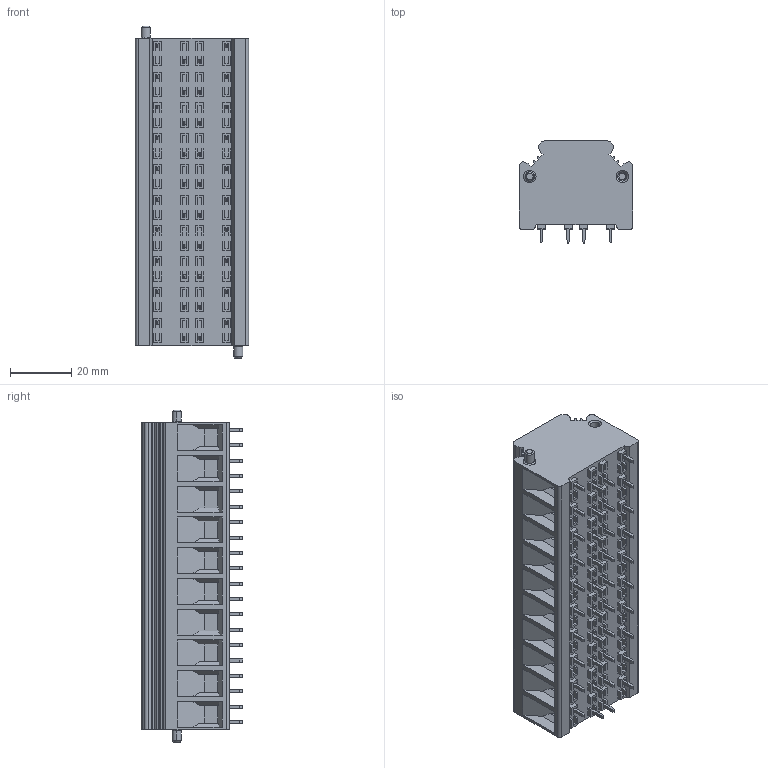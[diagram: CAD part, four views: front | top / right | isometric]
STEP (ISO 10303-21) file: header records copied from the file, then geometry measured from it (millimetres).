
FILE_DESCRIPTION((''),'2;1');
FILE_NAME('TL705DS-XXP_XS_','2024-11-13T15:11:04',('yanfa'),(''),'CREO PARAMETRIC BY PTC INC, 2018100','CREO PARAMETRIC BY PTC INC, 2018100','');
FILE_SCHEMA(('AUTOMOTIVE_DESIGN { 1 0 10303 214 1 1 1 1 }'));
Products named in the file (1): TL705DS-XXP_XS_
Bounding box: 36.8 x 33.02 x 108 mm (x, y, z)
Volume: 72013.2 mm3; surface area: 30695.2 mm2
Topology: 1 solids, 37 shells, 1994 faces, 4953 edges, 3221 vertices
Faces by surface type: plane 1496, cylinder 258, cone 160, torus 80
Entity records: 75422 total; most frequent: CARTESIAN_POINT 10619, ORIENTED_EDGE 9906, DIRECTION 9706, EDGE_CURVE 4953, VECTOR 4041, LINE 4041, VERTEX_POINT 3221, AXIS2_PLACEMENT_3D 2831
